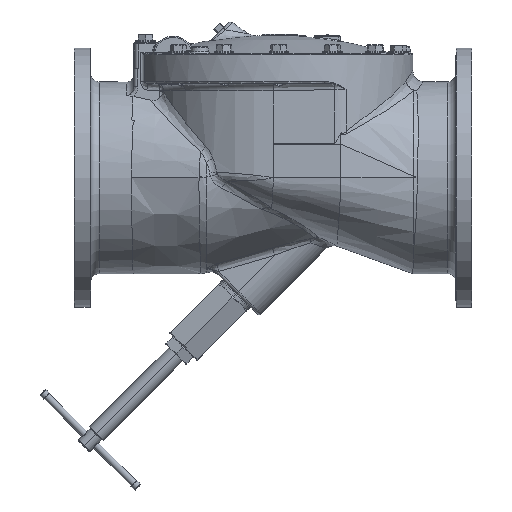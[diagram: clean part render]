
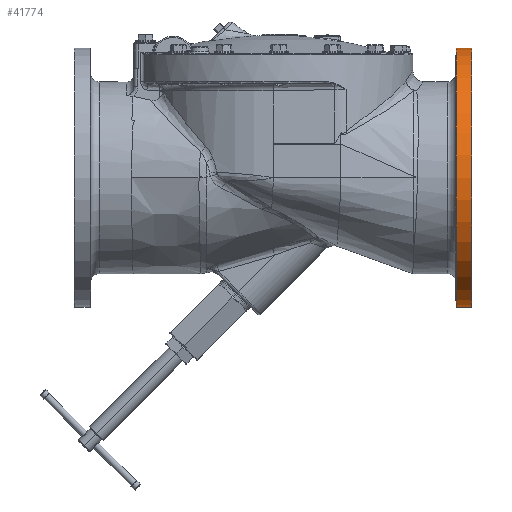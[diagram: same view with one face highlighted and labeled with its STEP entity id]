
A CAD part, top view. The second image highlights one B-rep face of the part: STEP entity #41774.
In plain terms, the highlighted cylindrical face has radius 298.45 mm (diameter 596.9 mm), a partial arc.
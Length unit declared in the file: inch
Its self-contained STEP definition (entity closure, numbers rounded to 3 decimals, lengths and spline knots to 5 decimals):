
#16859=CARTESIAN_POINT('',(16.56275,0.,0.));
#16860=DIRECTION('',(1.,0.,0.));
#16861=DIRECTION('',(0.,1.,0.));
#16862=AXIS2_PLACEMENT_3D('',#16859,#16860,#16861);
#18000=CARTESIAN_POINT('',(18.,0.,0.));
#18001=DIRECTION('',(1.,0.,0.));
#18002=DIRECTION('',(0.,1.,0.));
#18003=AXIS2_PLACEMENT_3D('',#18000,#18001,#18002);
#18170=DIRECTION('',(-1.,0.,0.));
#18171=VECTOR('',#18170,1.43725);
#18172=CARTESIAN_POINT('',(18.,11.75,0.));
#18173=LINE('',#18172,#18171);
#18174=DIRECTION('',(-1.,0.,0.));
#18175=VECTOR('',#18174,1.43725);
#18176=CARTESIAN_POINT('',(18.,-11.75,0.));
#18177=LINE('',#18176,#18175);
#23614=CARTESIAN_POINT('',(16.56275,11.75,0.));
#23615=CARTESIAN_POINT('',(16.56275,-11.75,0.));
#23616=VERTEX_POINT('',#23614);
#23617=VERTEX_POINT('',#23615);
#23670=CARTESIAN_POINT('',(18.,11.75,0.));
#23671=CARTESIAN_POINT('',(18.,-11.75,0.));
#23672=VERTEX_POINT('',#23670);
#23673=VERTEX_POINT('',#23671);
#41760=CARTESIAN_POINT('',(-20.1784,0.,0.));
#41761=DIRECTION('',(1.,0.,0.));
#41762=DIRECTION('',(0.,-1.,0.));
#41763=AXIS2_PLACEMENT_3D('',#41760,#41761,#41762);
#41764=CYLINDRICAL_SURFACE('',#41763,11.75);
#41766=ORIENTED_EDGE('',*,*,#41765,.T.);
#41768=ORIENTED_EDGE('',*,*,#41767,.T.);
#41769=ORIENTED_EDGE('',*,*,#41706,.F.);
#41771=ORIENTED_EDGE('',*,*,#41770,.F.);
#41772=EDGE_LOOP('',(#41766,#41768,#41769,#41771));
#41773=FACE_OUTER_BOUND('',#41772,.F.);
#16863=CIRCLE('',#16862,11.75);
#18004=CIRCLE('',#18003,11.75);
#41706=EDGE_CURVE('',#23616,#23617,#16863,.T.);
#41765=EDGE_CURVE('',#23672,#23673,#18004,.T.);
#41767=EDGE_CURVE('',#23673,#23617,#18177,.T.);
#41770=EDGE_CURVE('',#23672,#23616,#18173,.T.);
#41774=ADVANCED_FACE('',(#41773),#41764,.T.);
